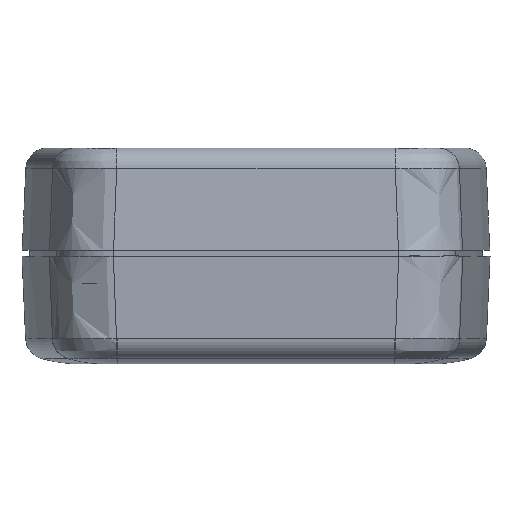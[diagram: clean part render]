
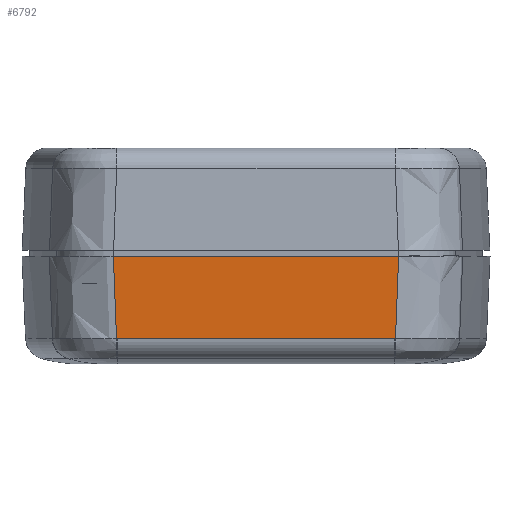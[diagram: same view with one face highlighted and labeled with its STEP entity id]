
A CAD part, left-side view. The second image highlights one B-rep face of the part: STEP entity #6792.
In plain terms, the highlighted face is planar.
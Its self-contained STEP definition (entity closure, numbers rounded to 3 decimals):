
#581 = VERTEX_POINT ( 'NONE', #10430 ) ;
#689 = B_SPLINE_CURVE_WITH_KNOTS ( 'NONE', 3,
 ( #18675, #26266, #3828, #24012 ),
 .UNSPECIFIED., .F., .F.,
 ( 4, 4 ),
 ( 0., 0. ),
 .UNSPECIFIED. ) ;
#1079 = CARTESIAN_POINT ( 'NONE',  ( 60., -19.809, -15. ) ) ;
#1371 = CARTESIAN_POINT ( 'NONE',  ( 59.499, 27.5, -3.519 ) ) ;
#2095 = DIRECTION ( 'NONE',  ( 0., 1., 0. ) ) ;
#2332 = DIRECTION ( 'NONE',  ( 0.999, 0., 0.044 ) ) ;
#3828 = CARTESIAN_POINT ( 'NONE',  ( 59.499, 19.287, -3.519 ) ) ;
#3958 = B_SPLINE_CURVE_WITH_KNOTS ( 'NONE', 3,
 ( #23060, #25735, #28115, #25625, #15626, #13575, #1079 ),
 .UNSPECIFIED., .F., .F.,
 ( 4, 3, 4 ),
 ( 0.004, 0.008, 0.015 ),
 .UNSPECIFIED. ) ;
#5780 = EDGE_CURVE ( 'NONE', #14191, #15815, #17037, .T. ) ;
#6045 = CARTESIAN_POINT ( 'NONE',  ( 60., 19.809, -15. ) ) ;
#6262 = CARTESIAN_POINT ( 'NONE',  ( 59.499, 19.375, -3.52 ) ) ;
#6792 = ADVANCED_FACE ( 'NONE', ( #17357 ), #26693, .T. ) ;
#7652 = B_SPLINE_CURVE_WITH_KNOTS ( 'NONE', 3,
 ( #18912, #20971, #16471, #18694 ),
 .UNSPECIFIED., .F., .F.,
 ( 4, 4 ),
 ( 0., 0. ),
 .UNSPECIFIED. ) ;
#7913 = EDGE_CURVE ( 'NONE', #9256, #14191, #689, .T. ) ;
#9207 = DIRECTION ( 'NONE',  ( 0.044, 0., -0.999 ) ) ;
#9256 = VERTEX_POINT ( 'NONE', #16556 ) ;
#10322 = B_SPLINE_CURVE_WITH_KNOTS ( 'NONE', 3,
 ( #6045, #28282, #13751, #18639, #20906, #28492, #6262 ),
 .UNSPECIFIED., .F., .F.,
 ( 4, 3, 4 ),
 ( 0., 0.007, 0.011 ),
 .UNSPECIFIED. ) ;
#10430 = CARTESIAN_POINT ( 'NONE',  ( 59.499, -19.375, -3.52 ) ) ;
#10835 = ORIENTED_EDGE ( 'NONE', *, *, #7913, .T. ) ;
#10859 = EDGE_CURVE ( 'NONE', #15815, #581, #7652, .T. ) ;
#12027 = CARTESIAN_POINT ( 'NONE',  ( 59.499, 19.242, -3.519 ) ) ;
#13575 = CARTESIAN_POINT ( 'NONE',  ( 59.895, -19.718, -12.595 ) ) ;
#13751 = CARTESIAN_POINT ( 'NONE',  ( 59.79, 19.627, -10.19 ) ) ;
#14191 = VERTEX_POINT ( 'NONE', #12027 ) ;
#14942 = CARTESIAN_POINT ( 'NONE',  ( 59.499, -19.242, -3.519 ) ) ;
#15626 = CARTESIAN_POINT ( 'NONE',  ( 59.79, -19.627, -10.19 ) ) ;
#15815 = VERTEX_POINT ( 'NONE', #14942 ) ;
#16471 = CARTESIAN_POINT ( 'NONE',  ( 59.499, -19.331, -3.519 ) ) ;
#16556 = CARTESIAN_POINT ( 'NONE',  ( 59.499, 19.375, -3.52 ) ) ;
#17037 = LINE ( 'NONE', #1371, #18547 ) ;
#17160 = ORIENTED_EDGE ( 'NONE', *, *, #10859, .T. ) ;
#17357 = FACE_OUTER_BOUND ( 'NONE', #31467, .T. ) ;
#17506 = EDGE_CURVE ( 'NONE', #27080, #9256, #10322, .T. ) ;
#18547 = VECTOR ( 'NONE', #30685, 1000. ) ;
#18639 = CARTESIAN_POINT ( 'NONE',  ( 59.685, 19.537, -7.784 ) ) ;
#18675 = CARTESIAN_POINT ( 'NONE',  ( 59.499, 19.375, -3.52 ) ) ;
#18694 = CARTESIAN_POINT ( 'NONE',  ( 59.499, -19.375, -3.52 ) ) ;
#18912 = CARTESIAN_POINT ( 'NONE',  ( 59.499, -19.242, -3.519 ) ) ;
#19187 = ORIENTED_EDGE ( 'NONE', *, *, #30543, .T. ) ;
#20906 = CARTESIAN_POINT ( 'NONE',  ( 59.623, 19.483, -6.363 ) ) ;
#20971 = CARTESIAN_POINT ( 'NONE',  ( 59.499, -19.287, -3.519 ) ) ;
#21977 = EDGE_CURVE ( 'NONE', #28856, #27080, #24748, .T. ) ;
#22399 = CARTESIAN_POINT ( 'NONE',  ( 60., 19.809, -15. ) ) ;
#23060 = CARTESIAN_POINT ( 'NONE',  ( 59.499, -19.375, -3.52 ) ) ;
#23114 = CARTESIAN_POINT ( 'NONE',  ( 60., -19.809, -15. ) ) ;
#24012 = CARTESIAN_POINT ( 'NONE',  ( 59.499, 19.242, -3.519 ) ) ;
#24267 = ORIENTED_EDGE ( 'NONE', *, *, #5780, .T. ) ;
#24490 = CARTESIAN_POINT ( 'NONE',  ( 60., 27.5, -15. ) ) ;
#24737 = ORIENTED_EDGE ( 'NONE', *, *, #21977, .T. ) ;
#24748 = LINE ( 'NONE', #24490, #27082 ) ;
#25258 = ORIENTED_EDGE ( 'NONE', *, *, #17506, .T. ) ;
#25625 = CARTESIAN_POINT ( 'NONE',  ( 59.685, -19.537, -7.784 ) ) ;
#25735 = CARTESIAN_POINT ( 'NONE',  ( 59.561, -19.429, -4.941 ) ) ;
#26266 = CARTESIAN_POINT ( 'NONE',  ( 59.499, 19.331, -3.519 ) ) ;
#26693 = PLANE ( 'NONE',  #29885 ) ;
#27080 = VERTEX_POINT ( 'NONE', #22399 ) ;
#27082 = VECTOR ( 'NONE', #2095, 1000. ) ;
#28115 = CARTESIAN_POINT ( 'NONE',  ( 59.623, -19.483, -6.363 ) ) ;
#28282 = CARTESIAN_POINT ( 'NONE',  ( 59.895, 19.718, -12.595 ) ) ;
#28492 = CARTESIAN_POINT ( 'NONE',  ( 59.561, 19.429, -4.941 ) ) ;
#28856 = VERTEX_POINT ( 'NONE', #23114 ) ;
#29885 = AXIS2_PLACEMENT_3D ( 'NONE', #31640, #2332, #9207 ) ;
#30543 = EDGE_CURVE ( 'NONE', #581, #28856, #3958, .T. ) ;
#30685 = DIRECTION ( 'NONE',  ( 0., -1., 0. ) ) ;
#31467 = EDGE_LOOP ( 'NONE', ( #24267, #17160, #19187, #24737, #25258, #10835 ) ) ;
#31640 = CARTESIAN_POINT ( 'NONE',  ( 60., 27.5, -15. ) ) ;
